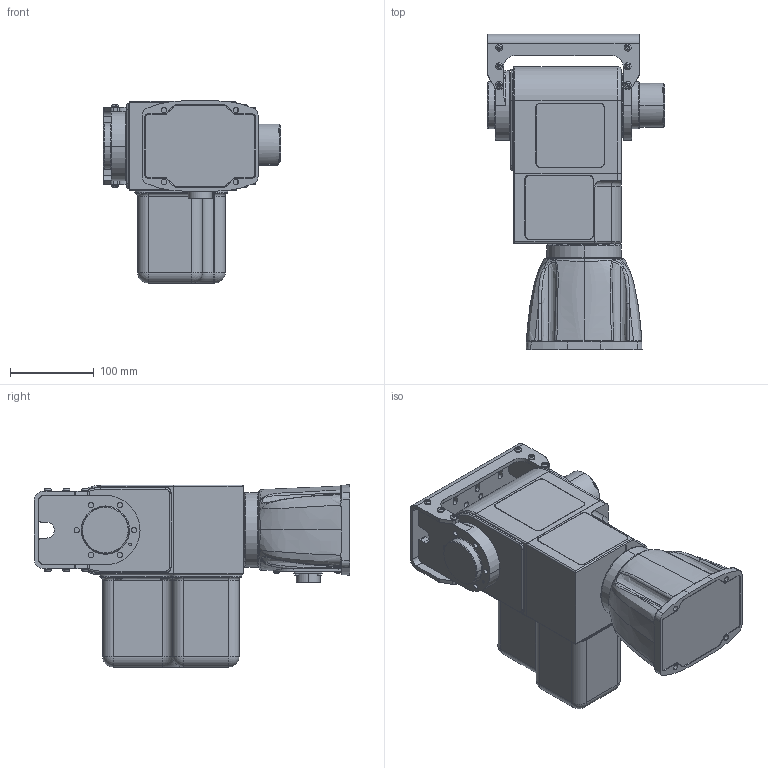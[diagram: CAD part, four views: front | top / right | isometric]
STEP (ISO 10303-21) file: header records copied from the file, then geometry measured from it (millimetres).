
FILE_DESCRIPTION (( 'STEP AP214' ), '1' );
FILE_NAME ('D300E-TMB.SLD.STEP', '2013-08-21T23:05:43', ( '' ), ( '' ), 'SwSTEP 2.0', 'SolidWorks 2011', '' );
FILE_SCHEMA (( 'AUTOMOTIVE_DESIGN' ));
Length unit declared in the file: inch
Products named in the file (1): D300E-TMB.SLD
Bounding box: 211.29 x 376.13 x 217.52 mm (x, y, z)
Volume: 5936066.7 mm3; surface area: 365466.4 mm2
Topology: 1 solids, 1 shells, 1330 faces, 3446 edges, 2170 vertices
Faces by surface type: plane 622, cylinder 374, torus 120, bspline 103, cone 99, sphere 12
Entity records: 51507 total; most frequent: CARTESIAN_POINT 18670, ORIENTED_EDGE 6862, DIRECTION 6594, EDGE_CURVE 3431, AXIS2_PLACEMENT_3D 2470, VERTEX_POINT 2170, VECTOR 1654, LINE 1654
